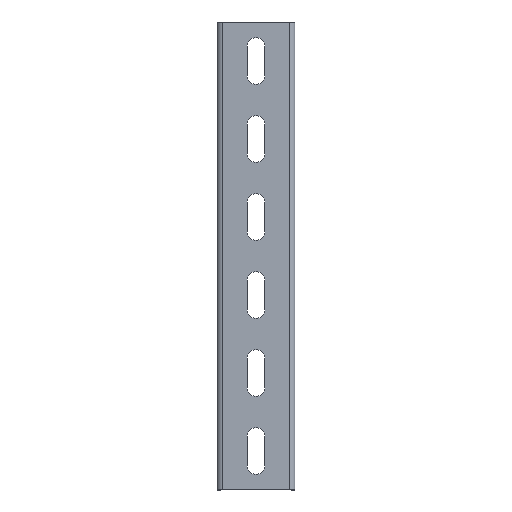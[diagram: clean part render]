
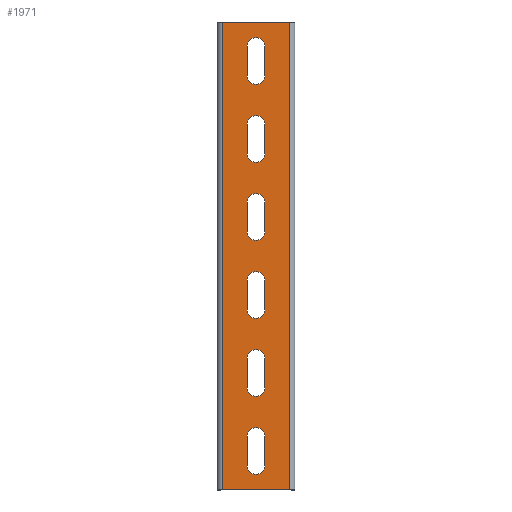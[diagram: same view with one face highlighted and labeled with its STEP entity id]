
A CAD part, top view. The second image highlights one B-rep face of the part: STEP entity #1971.
In plain terms, the highlighted planar face has unit normal (0, 0, 1).
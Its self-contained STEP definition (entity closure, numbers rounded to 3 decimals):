
#10=DIRECTION('',(1.,0.,0.));
#11=VECTOR('',#10,43.);
#12=CARTESIAN_POINT('',(-21.5,0.,0.));
#13=LINE('',#12,#11);
#629=DIRECTION('',(0.,1.,0.));
#630=VECTOR('',#629,300.);
#631=CARTESIAN_POINT('',(21.5,0.,0.));
#632=LINE('',#631,#630);
#633=DIRECTION('',(0.,1.,0.));
#634=VECTOR('',#633,300.);
#635=CARTESIAN_POINT('',(-21.5,0.,0.));
#636=LINE('',#635,#634);
#637=CARTESIAN_POINT('',(0.,15.5,0.));
#638=DIRECTION('',(0.,0.,1.));
#639=DIRECTION('',(-1.,0.,0.));
#640=AXIS2_PLACEMENT_3D('',#637,#638,#639);
#642=DIRECTION('',(0.,1.,0.));
#643=VECTOR('',#642,19.);
#644=CARTESIAN_POINT('',(5.5,15.5,0.));
#645=LINE('',#644,#643);
#646=CARTESIAN_POINT('',(0.,34.5,0.));
#647=DIRECTION('',(0.,0.,1.));
#648=DIRECTION('',(1.,0.,0.));
#649=AXIS2_PLACEMENT_3D('',#646,#647,#648);
#651=DIRECTION('',(0.,-1.,0.));
#652=VECTOR('',#651,19.);
#653=CARTESIAN_POINT('',(-5.5,34.5,0.));
#654=LINE('',#653,#652);
#655=CARTESIAN_POINT('',(0.,65.5,0.));
#656=DIRECTION('',(0.,0.,1.));
#657=DIRECTION('',(-1.,0.,0.));
#658=AXIS2_PLACEMENT_3D('',#655,#656,#657);
#660=DIRECTION('',(0.,1.,0.));
#661=VECTOR('',#660,19.);
#662=CARTESIAN_POINT('',(5.5,65.5,0.));
#663=LINE('',#662,#661);
#664=CARTESIAN_POINT('',(0.,84.5,0.));
#665=DIRECTION('',(0.,0.,1.));
#666=DIRECTION('',(1.,0.,0.));
#667=AXIS2_PLACEMENT_3D('',#664,#665,#666);
#669=DIRECTION('',(0.,-1.,0.));
#670=VECTOR('',#669,19.);
#671=CARTESIAN_POINT('',(-5.5,84.5,0.));
#672=LINE('',#671,#670);
#673=CARTESIAN_POINT('',(0.,115.5,0.));
#674=DIRECTION('',(0.,0.,1.));
#675=DIRECTION('',(-1.,0.,0.));
#676=AXIS2_PLACEMENT_3D('',#673,#674,#675);
#678=DIRECTION('',(0.,1.,0.));
#679=VECTOR('',#678,19.);
#680=CARTESIAN_POINT('',(5.5,115.5,0.));
#681=LINE('',#680,#679);
#682=CARTESIAN_POINT('',(0.,134.5,0.));
#683=DIRECTION('',(0.,0.,1.));
#684=DIRECTION('',(1.,0.,0.));
#685=AXIS2_PLACEMENT_3D('',#682,#683,#684);
#687=DIRECTION('',(0.,-1.,0.));
#688=VECTOR('',#687,19.);
#689=CARTESIAN_POINT('',(-5.5,134.5,0.));
#690=LINE('',#689,#688);
#691=CARTESIAN_POINT('',(0.,165.5,0.));
#692=DIRECTION('',(0.,0.,1.));
#693=DIRECTION('',(-1.,0.,0.));
#694=AXIS2_PLACEMENT_3D('',#691,#692,#693);
#696=DIRECTION('',(0.,1.,0.));
#697=VECTOR('',#696,19.);
#698=CARTESIAN_POINT('',(5.5,165.5,0.));
#699=LINE('',#698,#697);
#700=CARTESIAN_POINT('',(0.,184.5,0.));
#701=DIRECTION('',(0.,0.,1.));
#702=DIRECTION('',(1.,0.,0.));
#703=AXIS2_PLACEMENT_3D('',#700,#701,#702);
#705=DIRECTION('',(0.,-1.,0.));
#706=VECTOR('',#705,19.);
#707=CARTESIAN_POINT('',(-5.5,184.5,0.));
#708=LINE('',#707,#706);
#709=CARTESIAN_POINT('',(0.,215.5,0.));
#710=DIRECTION('',(0.,0.,1.));
#711=DIRECTION('',(-1.,0.,0.));
#712=AXIS2_PLACEMENT_3D('',#709,#710,#711);
#714=DIRECTION('',(0.,1.,0.));
#715=VECTOR('',#714,19.);
#716=CARTESIAN_POINT('',(5.5,215.5,0.));
#717=LINE('',#716,#715);
#718=CARTESIAN_POINT('',(0.,234.5,0.));
#719=DIRECTION('',(0.,0.,1.));
#720=DIRECTION('',(1.,0.,0.));
#721=AXIS2_PLACEMENT_3D('',#718,#719,#720);
#723=DIRECTION('',(0.,-1.,0.));
#724=VECTOR('',#723,19.);
#725=CARTESIAN_POINT('',(-5.5,234.5,0.));
#726=LINE('',#725,#724);
#727=CARTESIAN_POINT('',(0.,265.5,0.));
#728=DIRECTION('',(0.,0.,1.));
#729=DIRECTION('',(-1.,0.,0.));
#730=AXIS2_PLACEMENT_3D('',#727,#728,#729);
#732=DIRECTION('',(0.,1.,0.));
#733=VECTOR('',#732,19.);
#734=CARTESIAN_POINT('',(5.5,265.5,0.));
#735=LINE('',#734,#733);
#736=CARTESIAN_POINT('',(0.,284.5,0.));
#737=DIRECTION('',(0.,0.,1.));
#738=DIRECTION('',(1.,0.,0.));
#739=AXIS2_PLACEMENT_3D('',#736,#737,#738);
#741=DIRECTION('',(0.,-1.,0.));
#742=VECTOR('',#741,19.);
#743=CARTESIAN_POINT('',(-5.5,284.5,0.));
#744=LINE('',#743,#742);
#792=DIRECTION('',(1.,0.,0.));
#793=VECTOR('',#792,43.);
#794=CARTESIAN_POINT('',(-21.5,300.,0.));
#795=LINE('',#794,#793);
#1093=CARTESIAN_POINT('',(-21.5,0.,0.));
#1094=VERTEX_POINT('',#1093);
#1095=CARTESIAN_POINT('',(21.5,0.,0.));
#1096=VERTEX_POINT('',#1095);
#1117=CARTESIAN_POINT('',(-21.5,300.,0.));
#1118=VERTEX_POINT('',#1117);
#1119=CARTESIAN_POINT('',(21.5,300.,0.));
#1120=VERTEX_POINT('',#1119);
#1169=CARTESIAN_POINT('',(-5.5,15.5,0.));
#1170=CARTESIAN_POINT('',(5.5,15.5,0.));
#1171=VERTEX_POINT('',#1169);
#1172=VERTEX_POINT('',#1170);
#1173=CARTESIAN_POINT('',(5.5,34.5,0.));
#1174=VERTEX_POINT('',#1173);
#1175=CARTESIAN_POINT('',(-5.5,34.5,0.));
#1176=VERTEX_POINT('',#1175);
#1217=CARTESIAN_POINT('',(-5.5,65.5,0.));
#1219=VERTEX_POINT('',#1217);
#1221=CARTESIAN_POINT('',(5.5,65.5,0.));
#1223=VERTEX_POINT('',#1221);
#1225=CARTESIAN_POINT('',(5.5,84.5,0.));
#1227=VERTEX_POINT('',#1225);
#1229=CARTESIAN_POINT('',(-5.5,84.5,0.));
#1231=VERTEX_POINT('',#1229);
#1265=CARTESIAN_POINT('',(-5.5,115.5,0.));
#1267=VERTEX_POINT('',#1265);
#1269=CARTESIAN_POINT('',(5.5,115.5,0.));
#1271=VERTEX_POINT('',#1269);
#1273=CARTESIAN_POINT('',(5.5,134.5,0.));
#1275=VERTEX_POINT('',#1273);
#1277=CARTESIAN_POINT('',(-5.5,134.5,0.));
#1279=VERTEX_POINT('',#1277);
#1313=CARTESIAN_POINT('',(-5.5,165.5,0.));
#1315=VERTEX_POINT('',#1313);
#1317=CARTESIAN_POINT('',(5.5,165.5,0.));
#1319=VERTEX_POINT('',#1317);
#1321=CARTESIAN_POINT('',(5.5,184.5,0.));
#1323=VERTEX_POINT('',#1321);
#1325=CARTESIAN_POINT('',(-5.5,184.5,0.));
#1327=VERTEX_POINT('',#1325);
#1361=CARTESIAN_POINT('',(-5.5,215.5,0.));
#1363=VERTEX_POINT('',#1361);
#1365=CARTESIAN_POINT('',(5.5,215.5,0.));
#1367=VERTEX_POINT('',#1365);
#1369=CARTESIAN_POINT('',(5.5,234.5,0.));
#1371=VERTEX_POINT('',#1369);
#1373=CARTESIAN_POINT('',(-5.5,234.5,0.));
#1375=VERTEX_POINT('',#1373);
#1409=CARTESIAN_POINT('',(-5.5,265.5,0.));
#1411=VERTEX_POINT('',#1409);
#1413=CARTESIAN_POINT('',(5.5,265.5,0.));
#1415=VERTEX_POINT('',#1413);
#1417=CARTESIAN_POINT('',(5.5,284.5,0.));
#1419=VERTEX_POINT('',#1417);
#1421=CARTESIAN_POINT('',(-5.5,284.5,0.));
#1423=VERTEX_POINT('',#1421);
#1898=CARTESIAN_POINT('',(-21.5,0.,0.));
#1899=DIRECTION('',(0.,0.,1.));
#1900=DIRECTION('',(1.,0.,0.));
#1901=AXIS2_PLACEMENT_3D('',#1898,#1899,#1900);
#1902=PLANE('',#1901);
#1903=ORIENTED_EDGE('',*,*,#1434,.F.);
#1905=ORIENTED_EDGE('',*,*,#1904,.T.);
#1907=ORIENTED_EDGE('',*,*,#1906,.T.);
#1908=ORIENTED_EDGE('',*,*,#1890,.F.);
#1909=EDGE_LOOP('',(#1903,#1905,#1907,#1908));
#1910=FACE_OUTER_BOUND('',#1909,.F.);
#1912=ORIENTED_EDGE('',*,*,#1911,.T.);
#1914=ORIENTED_EDGE('',*,*,#1913,.T.);
#1916=ORIENTED_EDGE('',*,*,#1915,.T.);
#1918=ORIENTED_EDGE('',*,*,#1917,.T.);
#1919=EDGE_LOOP('',(#1912,#1914,#1916,#1918));
#1920=FACE_BOUND('',#1919,.F.);
#1922=ORIENTED_EDGE('',*,*,#1921,.T.);
#1924=ORIENTED_EDGE('',*,*,#1923,.T.);
#1926=ORIENTED_EDGE('',*,*,#1925,.T.);
#1928=ORIENTED_EDGE('',*,*,#1927,.T.);
#1929=EDGE_LOOP('',(#1922,#1924,#1926,#1928));
#1930=FACE_BOUND('',#1929,.F.);
#1932=ORIENTED_EDGE('',*,*,#1931,.T.);
#1934=ORIENTED_EDGE('',*,*,#1933,.T.);
#1936=ORIENTED_EDGE('',*,*,#1935,.T.);
#1938=ORIENTED_EDGE('',*,*,#1937,.T.);
#1939=EDGE_LOOP('',(#1932,#1934,#1936,#1938));
#1940=FACE_BOUND('',#1939,.F.);
#1942=ORIENTED_EDGE('',*,*,#1941,.T.);
#1944=ORIENTED_EDGE('',*,*,#1943,.T.);
#1946=ORIENTED_EDGE('',*,*,#1945,.T.);
#1948=ORIENTED_EDGE('',*,*,#1947,.T.);
#1949=EDGE_LOOP('',(#1942,#1944,#1946,#1948));
#1950=FACE_BOUND('',#1949,.F.);
#1952=ORIENTED_EDGE('',*,*,#1951,.T.);
#1954=ORIENTED_EDGE('',*,*,#1953,.T.);
#1956=ORIENTED_EDGE('',*,*,#1955,.T.);
#1958=ORIENTED_EDGE('',*,*,#1957,.T.);
#1959=EDGE_LOOP('',(#1952,#1954,#1956,#1958));
#1960=FACE_BOUND('',#1959,.F.);
#1962=ORIENTED_EDGE('',*,*,#1961,.T.);
#1964=ORIENTED_EDGE('',*,*,#1963,.T.);
#1966=ORIENTED_EDGE('',*,*,#1965,.T.);
#1968=ORIENTED_EDGE('',*,*,#1967,.T.);
#1969=EDGE_LOOP('',(#1962,#1964,#1966,#1968));
#1970=FACE_BOUND('',#1969,.F.);
#1971=ADVANCED_FACE('',(#1910,#1920,#1930,#1940,#1950,#1960,#1970),#1902,.T.);
#641=CIRCLE('',#640,5.5);
#650=CIRCLE('',#649,5.5);
#659=CIRCLE('',#658,5.5);
#668=CIRCLE('',#667,5.5);
#677=CIRCLE('',#676,5.5);
#686=CIRCLE('',#685,5.5);
#695=CIRCLE('',#694,5.5);
#704=CIRCLE('',#703,5.5);
#713=CIRCLE('',#712,5.5);
#722=CIRCLE('',#721,5.5);
#731=CIRCLE('',#730,5.5);
#740=CIRCLE('',#739,5.5);
#1434=EDGE_CURVE('',#1094,#1096,#13,.T.);
#1890=EDGE_CURVE('',#1096,#1120,#632,.T.);
#1904=EDGE_CURVE('',#1094,#1118,#636,.T.);
#1906=EDGE_CURVE('',#1118,#1120,#795,.T.);
#1911=EDGE_CURVE('',#1171,#1172,#641,.T.);
#1913=EDGE_CURVE('',#1172,#1174,#645,.T.);
#1915=EDGE_CURVE('',#1174,#1176,#650,.T.);
#1917=EDGE_CURVE('',#1176,#1171,#654,.T.);
#1921=EDGE_CURVE('',#1219,#1223,#659,.T.);
#1923=EDGE_CURVE('',#1223,#1227,#663,.T.);
#1925=EDGE_CURVE('',#1227,#1231,#668,.T.);
#1927=EDGE_CURVE('',#1231,#1219,#672,.T.);
#1931=EDGE_CURVE('',#1267,#1271,#677,.T.);
#1933=EDGE_CURVE('',#1271,#1275,#681,.T.);
#1935=EDGE_CURVE('',#1275,#1279,#686,.T.);
#1937=EDGE_CURVE('',#1279,#1267,#690,.T.);
#1941=EDGE_CURVE('',#1315,#1319,#695,.T.);
#1943=EDGE_CURVE('',#1319,#1323,#699,.T.);
#1945=EDGE_CURVE('',#1323,#1327,#704,.T.);
#1947=EDGE_CURVE('',#1327,#1315,#708,.T.);
#1951=EDGE_CURVE('',#1363,#1367,#713,.T.);
#1953=EDGE_CURVE('',#1367,#1371,#717,.T.);
#1955=EDGE_CURVE('',#1371,#1375,#722,.T.);
#1957=EDGE_CURVE('',#1375,#1363,#726,.T.);
#1961=EDGE_CURVE('',#1411,#1415,#731,.T.);
#1963=EDGE_CURVE('',#1415,#1419,#735,.T.);
#1965=EDGE_CURVE('',#1419,#1423,#740,.T.);
#1967=EDGE_CURVE('',#1423,#1411,#744,.T.);
